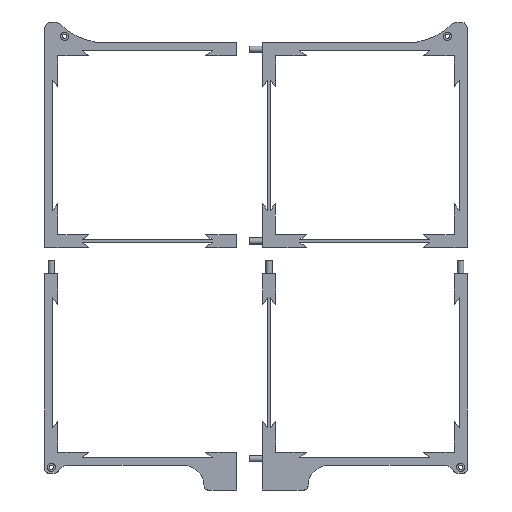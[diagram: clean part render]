
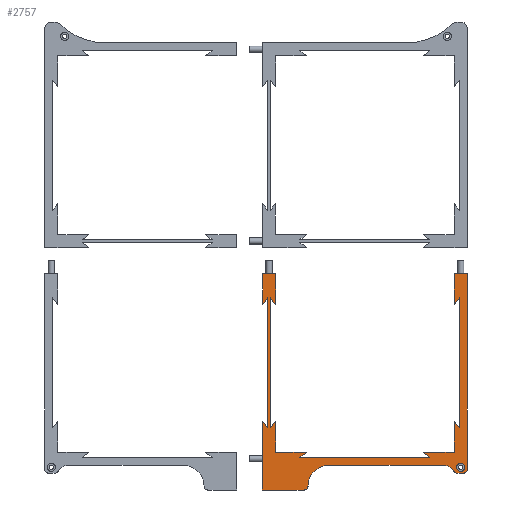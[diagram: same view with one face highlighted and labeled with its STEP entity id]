
A CAD part, front view. The second image highlights one B-rep face of the part: STEP entity #2757.
In plain terms, the highlighted planar face has unit normal (0, -1, 0).
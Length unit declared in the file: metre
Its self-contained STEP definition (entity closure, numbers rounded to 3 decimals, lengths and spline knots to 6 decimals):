
#201=LINE('',#4264,#517);
#202=LINE('',#4266,#518);
#205=LINE('',#4272,#521);
#208=LINE('',#4280,#524);
#211=LINE('',#4286,#527);
#216=LINE('',#4304,#532);
#221=LINE('',#4322,#537);
#228=LINE('',#4341,#544);
#231=LINE('',#4347,#547);
#232=LINE('',#4349,#548);
#235=LINE('',#4355,#551);
#239=LINE('',#4364,#555);
#243=LINE('',#4371,#559);
#246=LINE('',#4377,#562);
#247=LINE('',#4379,#563);
#250=LINE('',#4385,#566);
#254=LINE('',#4394,#570);
#258=LINE('',#4401,#574);
#261=LINE('',#4407,#577);
#262=LINE('',#4409,#578);
#271=LINE('',#4429,#587);
#272=LINE('',#4432,#588);
#273=LINE('',#4433,#589);
#274=LINE('',#4435,#590);
#275=LINE('',#4437,#591);
#276=LINE('',#4438,#592);
#517=VECTOR('',#3475,1.);
#518=VECTOR('',#3478,1.);
#521=VECTOR('',#3483,1.);
#524=VECTOR('',#3490,1.);
#527=VECTOR('',#3495,1.);
#532=VECTOR('',#3514,1.);
#537=VECTOR('',#3533,1.);
#544=VECTOR('',#3548,1.);
#547=VECTOR('',#3553,1.);
#548=VECTOR('',#3556,1.);
#551=VECTOR('',#3561,1.);
#555=VECTOR('',#3567,1.);
#559=VECTOR('',#3573,1.);
#562=VECTOR('',#3578,1.);
#563=VECTOR('',#3581,1.);
#566=VECTOR('',#3586,1.);
#570=VECTOR('',#3592,1.);
#574=VECTOR('',#3598,1.);
#577=VECTOR('',#3603,1.);
#578=VECTOR('',#3606,1.);
#587=VECTOR('',#3623,1.);
#588=VECTOR('',#3624,1.);
#589=VECTOR('',#3625,1.);
#590=VECTOR('',#3626,1.);
#591=VECTOR('',#3627,1.);
#592=VECTOR('',#3628,1.);
#1233=ORIENTED_EDGE('',*,*,#1650,.T.);
#1234=ORIENTED_EDGE('',*,*,#1736,.F.);
#1235=ORIENTED_EDGE('',*,*,#1737,.F.);
#1236=ORIENTED_EDGE('',*,*,#1654,.T.);
#1237=ORIENTED_EDGE('',*,*,#1655,.F.);
#1238=ORIENTED_EDGE('',*,*,#1658,.F.);
#1239=ORIENTED_EDGE('',*,*,#1662,.F.);
#1240=ORIENTED_EDGE('',*,*,#1665,.F.);
#1241=ORIENTED_EDGE('',*,*,#1668,.F.);
#1242=ORIENTED_EDGE('',*,*,#1671,.F.);
#1243=ORIENTED_EDGE('',*,*,#1674,.F.);
#1244=ORIENTED_EDGE('',*,*,#1677,.F.);
#1245=ORIENTED_EDGE('',*,*,#1680,.F.);
#1246=ORIENTED_EDGE('',*,*,#1683,.F.);
#1247=ORIENTED_EDGE('',*,*,#1686,.F.);
#1248=ORIENTED_EDGE('',*,*,#1738,.F.);
#1249=ORIENTED_EDGE('',*,*,#1739,.F.);
#1250=ORIENTED_EDGE('',*,*,#1740,.T.);
#1251=ORIENTED_EDGE('',*,*,#1692,.T.);
#1252=ORIENTED_EDGE('',*,*,#1695,.T.);
#1253=ORIENTED_EDGE('',*,*,#1696,.F.);
#1254=ORIENTED_EDGE('',*,*,#1699,.T.);
#1255=ORIENTED_EDGE('',*,*,#1703,.T.);
#1256=ORIENTED_EDGE('',*,*,#1707,.T.);
#1257=ORIENTED_EDGE('',*,*,#1710,.T.);
#1258=ORIENTED_EDGE('',*,*,#1711,.F.);
#1259=ORIENTED_EDGE('',*,*,#1714,.T.);
#1260=ORIENTED_EDGE('',*,*,#1718,.F.);
#1261=ORIENTED_EDGE('',*,*,#1722,.T.);
#1262=ORIENTED_EDGE('',*,*,#1725,.T.);
#1263=ORIENTED_EDGE('',*,*,#1726,.F.);
#1264=ORIENTED_EDGE('',*,*,#1741,.F.);
#1650=EDGE_CURVE('',#1966,#1966,#2114,.T.);
#1654=EDGE_CURVE('',#1967,#1970,#201,.T.);
#1655=EDGE_CURVE('',#1971,#1970,#202,.T.);
#1658=EDGE_CURVE('',#1973,#1971,#205,.T.);
#1662=EDGE_CURVE('',#1976,#1973,#208,.T.);
#1665=EDGE_CURVE('',#1978,#1976,#211,.T.);
#1668=EDGE_CURVE('',#1980,#1978,#2116,.T.);
#1671=EDGE_CURVE('',#1982,#1980,#2118,.T.);
#1674=EDGE_CURVE('',#1984,#1982,#216,.T.);
#1677=EDGE_CURVE('',#1986,#1984,#2120,.T.);
#1680=EDGE_CURVE('',#1988,#1986,#2122,.T.);
#1683=EDGE_CURVE('',#1990,#1988,#221,.T.);
#1686=EDGE_CURVE('',#1992,#1990,#2124,.T.);
#1692=EDGE_CURVE('',#1994,#1997,#228,.T.);
#1695=EDGE_CURVE('',#1997,#1999,#231,.T.);
#1696=EDGE_CURVE('',#2000,#1999,#232,.T.);
#1699=EDGE_CURVE('',#2000,#2002,#235,.T.);
#1703=EDGE_CURVE('',#2002,#2004,#239,.T.);
#1707=EDGE_CURVE('',#2004,#2007,#243,.T.);
#1710=EDGE_CURVE('',#2007,#2009,#246,.T.);
#1711=EDGE_CURVE('',#2010,#2009,#247,.T.);
#1714=EDGE_CURVE('',#2010,#2012,#250,.T.);
#1718=EDGE_CURVE('',#2014,#2012,#254,.T.);
#1722=EDGE_CURVE('',#2014,#2017,#258,.T.);
#1725=EDGE_CURVE('',#2017,#2019,#261,.T.);
#1726=EDGE_CURVE('',#2020,#2019,#262,.T.);
#1736=EDGE_CURVE('',#2027,#2028,#271,.T.);
#1737=EDGE_CURVE('',#1967,#2027,#272,.T.);
#1738=EDGE_CURVE('',#2029,#1992,#273,.T.);
#1739=EDGE_CURVE('',#2030,#2029,#274,.T.);
#1740=EDGE_CURVE('',#2030,#1994,#275,.T.);
#1741=EDGE_CURVE('',#2028,#2020,#276,.T.);
#1966=VERTEX_POINT('',#4255);
#1967=VERTEX_POINT('',#4258);
#1970=VERTEX_POINT('',#4263);
#1971=VERTEX_POINT('',#4267);
#1973=VERTEX_POINT('',#4273);
#1976=VERTEX_POINT('',#4281);
#1978=VERTEX_POINT('',#4287);
#1980=VERTEX_POINT('',#4293);
#1982=VERTEX_POINT('',#4299);
#1984=VERTEX_POINT('',#4305);
#1986=VERTEX_POINT('',#4311);
#1988=VERTEX_POINT('',#4317);
#1990=VERTEX_POINT('',#4323);
#1992=VERTEX_POINT('',#4329);
#1994=VERTEX_POINT('',#4335);
#1997=VERTEX_POINT('',#4340);
#1999=VERTEX_POINT('',#4346);
#2000=VERTEX_POINT('',#4350);
#2002=VERTEX_POINT('',#4356);
#2004=VERTEX_POINT('',#4362);
#2007=VERTEX_POINT('',#4370);
#2009=VERTEX_POINT('',#4376);
#2010=VERTEX_POINT('',#4380);
#2012=VERTEX_POINT('',#4386);
#2014=VERTEX_POINT('',#4392);
#2017=VERTEX_POINT('',#4400);
#2019=VERTEX_POINT('',#4406);
#2020=VERTEX_POINT('',#4410);
#2027=VERTEX_POINT('',#4430);
#2028=VERTEX_POINT('',#4431);
#2029=VERTEX_POINT('',#4434);
#2030=VERTEX_POINT('',#4436);
#2114=CIRCLE('',#2957,0.00325);
#2116=CIRCLE('',#2965,0.003);
#2118=CIRCLE('',#2968,0.016);
#2120=CIRCLE('',#2972,0.008);
#2122=CIRCLE('',#2975,0.003);
#2124=CIRCLE('',#2979,0.003);
#2282=EDGE_LOOP('',(#1233));
#2283=EDGE_LOOP('',(#1234,#1235,#1236,#1237,#1238,#1239,#1240,#1241,#1242,
#1243,#1244,#1245,#1246,#1247,#1248,#1249,#1250,#1251,#1252,#1253,#1254,
#1255,#1256,#1257,#1258,#1259,#1260,#1261,#1262,#1263,#1264));
#2472=FACE_BOUND('',#2282,.T.);
#2473=FACE_BOUND('',#2283,.T.);
#2618=PLANE('',#2997);
#2757=ADVANCED_FACE('',(#2472,#2473),#2618,.F.);
#2957=AXIS2_PLACEMENT_3D('',#4254,#3468,#3469);
#2965=AXIS2_PLACEMENT_3D('',#4292,#3500,#3501);
#2968=AXIS2_PLACEMENT_3D('',#4298,#3507,#3508);
#2972=AXIS2_PLACEMENT_3D('',#4310,#3519,#3520);
#2975=AXIS2_PLACEMENT_3D('',#4316,#3526,#3527);
#2979=AXIS2_PLACEMENT_3D('',#4328,#3538,#3539);
#2997=AXIS2_PLACEMENT_3D('',#4428,#3621,#3622);
#3468=DIRECTION('',(0.,1.,0.));
#3469=DIRECTION('',(0.,0.,1.));
#3475=DIRECTION('',(0.625,0.,0.781));
#3478=DIRECTION('',(0.,0.,1.));
#3483=DIRECTION('',(0.625,0.,-0.781));
#3490=DIRECTION('',(0.,0.,1.));
#3495=DIRECTION('',(-1.,0.,0.));
#3500=DIRECTION('',(0.,1.,0.));
#3501=DIRECTION('',(0.,0.,-1.));
#3507=DIRECTION('',(0.,-1.,0.));
#3508=DIRECTION('',(0.,0.,-1.));
#3514=DIRECTION('',(-1.,0.,0.));
#3519=DIRECTION('',(0.,-1.,0.));
#3520=DIRECTION('',(0.,0.,-1.));
#3526=DIRECTION('',(0.,1.,0.));
#3527=DIRECTION('',(0.,0.,-1.));
#3533=DIRECTION('',(-1.,0.,0.));
#3538=DIRECTION('',(0.,1.,0.));
#3539=DIRECTION('',(0.,0.,-1.));
#3548=DIRECTION('',(0.625,0.,0.781));
#3553=DIRECTION('',(0.,0.,-1.));
#3556=DIRECTION('',(0.625,0.,-0.781));
#3561=DIRECTION('',(0.,0.,-1.));
#3567=DIRECTION('',(-1.,0.,0.));
#3573=DIRECTION('',(0.781,0.,-0.625));
#3578=DIRECTION('',(-1.,0.,0.));
#3581=DIRECTION('',(-0.781,0.,-0.625));
#3586=DIRECTION('',(-1.,0.,0.));
#3592=DIRECTION('',(0.,0.,-1.));
#3598=DIRECTION('',(-0.625,0.,-0.781));
#3603=DIRECTION('',(0.,0.,1.));
#3606=DIRECTION('',(-0.625,0.,0.781));
#3621=DIRECTION('',(0.,1.,0.));
#3622=DIRECTION('',(-1.,0.,0.));
#3623=DIRECTION('',(1.,0.,0.));
#3624=DIRECTION('',(0.,0.,1.));
#3625=DIRECTION('',(0.,0.,-1.));
#3626=DIRECTION('',(1.,0.,0.));
#3627=DIRECTION('',(0.,0.,-1.));
#3628=DIRECTION('',(0.,0.,-1.));
#4254=CARTESIAN_POINT('',(0.1575,0.00635,-0.164));
#4255=CARTESIAN_POINT('',(0.1575,0.00635,-0.16075));
#4258=CARTESIAN_POINT('',(0.005,0.00635,-0.03875));
#4263=CARTESIAN_POINT('',(0.009,0.00635,-0.03375));
#4264=CARTESIAN_POINT('',(0.020244,0.00635,-0.019695));
#4266=CARTESIAN_POINT('',(0.009,0.00635,-0.0115));
#4267=CARTESIAN_POINT('',(0.009,0.00635,-0.13375));
#4272=CARTESIAN_POINT('',(-0.050244,0.00635,-0.059695));
#4273=CARTESIAN_POINT('',(0.005,0.00635,-0.12875));
#4280=CARTESIAN_POINT('',(0.005,0.00635,-0.0115));
#4281=CARTESIAN_POINT('',(0.005,0.00635,-0.1815));
#4286=CARTESIAN_POINT('',(0.005,0.00635,-0.1815));
#4287=CARTESIAN_POINT('',(0.037,0.00635,-0.1815));
#4292=CARTESIAN_POINT('',(0.037,0.00635,-0.1785));
#4293=CARTESIAN_POINT('',(0.04,0.00635,-0.1785));
#4298=CARTESIAN_POINT('',(0.056,0.00635,-0.1785));
#4299=CARTESIAN_POINT('',(0.056,0.00635,-0.1625));
#4304=CARTESIAN_POINT('',(0.015,0.00635,-0.1625));
#4305=CARTESIAN_POINT('',(0.144754,0.00635,-0.1625));
#4310=CARTESIAN_POINT('',(0.144754,0.00635,-0.1705));
#4311=CARTESIAN_POINT('',(0.15188,0.00635,-0.166864));
#4316=CARTESIAN_POINT('',(0.154552,0.00635,-0.1655));
#4317=CARTESIAN_POINT('',(0.154552,0.00635,-0.1685));
#4322=CARTESIAN_POINT('',(0.01,0.00635,-0.1685));
#4323=CARTESIAN_POINT('',(0.1595,0.00635,-0.1685));
#4328=CARTESIAN_POINT('',(0.1595,0.00635,-0.1655));
#4329=CARTESIAN_POINT('',(0.1625,0.00635,-0.1655));
#4335=CARTESIAN_POINT('',(0.1525,0.00635,-0.03875));
#4340=CARTESIAN_POINT('',(0.1565,0.00635,-0.03375));
#4341=CARTESIAN_POINT('',(0.110183,0.00635,-0.091646));
#4346=CARTESIAN_POINT('',(0.1565,0.00635,-0.13375));
#4347=CARTESIAN_POINT('',(0.1565,0.00635,-0.0115));
#4349=CARTESIAN_POINT('',(0.039695,0.00635,0.012256));
#4350=CARTESIAN_POINT('',(0.1525,0.00635,-0.12875));
#4355=CARTESIAN_POINT('',(0.1525,0.00635,-0.0115));
#4356=CARTESIAN_POINT('',(0.1525,0.00635,-0.1525));
#4362=CARTESIAN_POINT('',(0.12875,0.00635,-0.1525));
#4364=CARTESIAN_POINT('',(0.01,0.00635,-0.1525));
#4370=CARTESIAN_POINT('',(0.13375,0.00635,-0.1565));
#4371=CARTESIAN_POINT('',(-0.012439,0.00635,-0.039549));
#4376=CARTESIAN_POINT('',(0.03375,0.00635,-0.1565));
#4377=CARTESIAN_POINT('',(0.01,0.00635,-0.1565));
#4379=CARTESIAN_POINT('',(0.09,0.00635,-0.1115));
#4380=CARTESIAN_POINT('',(0.03875,0.00635,-0.1525));
#4385=CARTESIAN_POINT('',(0.01,0.00635,-0.1525));
#4386=CARTESIAN_POINT('',(0.015,0.00635,-0.1525));
#4392=CARTESIAN_POINT('',(0.015,0.00635,-0.12875));
#4394=CARTESIAN_POINT('',(0.015,0.00635,-0.0115));
#4400=CARTESIAN_POINT('',(0.011,0.00635,-0.13375));
#4401=CARTESIAN_POINT('',(0.070244,0.00635,-0.059695));
#4406=CARTESIAN_POINT('',(0.011,0.00635,-0.03375));
#4407=CARTESIAN_POINT('',(0.011,0.00635,-0.0115));
#4409=CARTESIAN_POINT('',(-0.000244,0.00635,-0.019695));
#4410=CARTESIAN_POINT('',(0.015,0.00635,-0.03875));
#4428=CARTESIAN_POINT('',(0.01,0.00635,-0.0115));
#4429=CARTESIAN_POINT('',(0.01,0.00635,-0.015));
#4430=CARTESIAN_POINT('',(0.005,0.00635,-0.015));
#4431=CARTESIAN_POINT('',(0.015,0.00635,-0.015));
#4432=CARTESIAN_POINT('',(0.005,0.00635,-0.0115));
#4433=CARTESIAN_POINT('',(0.1625,0.00635,-0.1625));
#4434=CARTESIAN_POINT('',(0.1625,0.00635,-0.015));
#4435=CARTESIAN_POINT('',(0.01,0.00635,-0.015));
#4436=CARTESIAN_POINT('',(0.1525,0.00635,-0.015));
#4437=CARTESIAN_POINT('',(0.1525,0.00635,-0.0115));
#4438=CARTESIAN_POINT('',(0.015,0.00635,-0.0115));
